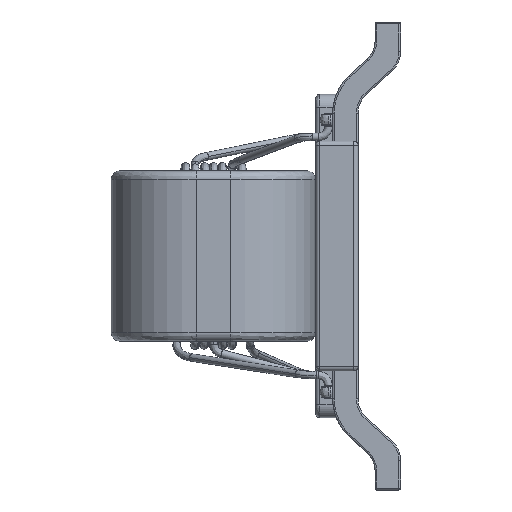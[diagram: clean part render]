
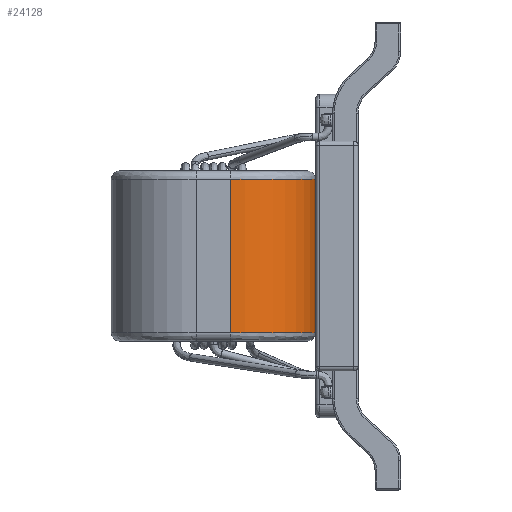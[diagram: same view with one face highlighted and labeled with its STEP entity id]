
A CAD part, left-side view. The second image highlights one B-rep face of the part: STEP entity #24128.
In plain terms, the highlighted cylindrical face has radius 1 mm (diameter 2 mm), a partial arc.
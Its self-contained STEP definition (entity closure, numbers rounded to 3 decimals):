
#1785 = DIRECTION ( 'NONE',  ( 1., 0., 0. ) ) ;
#2343 = VERTEX_POINT ( 'NONE', #34292 ) ;
#2906 = AXIS2_PLACEMENT_3D ( 'NONE', #30666, #32947, #4148 ) ;
#3413 = AXIS2_PLACEMENT_3D ( 'NONE', #36031, #16835, #1785 ) ;
#4148 = DIRECTION ( 'NONE',  ( 1., 0., 0. ) ) ;
#4957 = DIRECTION ( 'NONE',  ( 0., 0., -1. ) ) ;
#5488 = CIRCLE ( 'NONE', #3413, 1. ) ;
#5959 = VERTEX_POINT ( 'NONE', #37399 ) ;
#6741 = EDGE_CURVE ( 'NONE', #5959, #25874, #26995, .T. ) ;
#8136 = CARTESIAN_POINT ( 'NONE',  ( -1.1, 1., -1. ) ) ;
#8499 = CARTESIAN_POINT ( 'NONE',  ( -1.1, 2., -1. ) ) ;
#14057 = VECTOR ( 'NONE', #39841, 1000. ) ;
#16835 = DIRECTION ( 'NONE',  ( 0., 0., -1. ) ) ;
#17533 = EDGE_CURVE ( 'NONE', #2343, #32692, #28227, .T. ) ;
#20058 = EDGE_LOOP ( 'NONE', ( #35662, #26277, #37898, #34598 ) ) ;
#20569 = FACE_OUTER_BOUND ( 'NONE', #20058, .T. ) ;
#20930 = CIRCLE ( 'NONE', #2906, 1. ) ;
#21202 = DIRECTION ( 'NONE',  ( 0., 0., 1. ) ) ;
#24103 = AXIS2_PLACEMENT_3D ( 'NONE', #8499, #21202, #34123 ) ;
#24128 = ADVANCED_FACE ( 'NONE', ( #20569 ), #33482, .T. ) ;
#25874 = VERTEX_POINT ( 'NONE', #38826 ) ;
#26277 = ORIENTED_EDGE ( 'NONE', *, *, #41450, .T. ) ;
#26995 = LINE ( 'NONE', #8136, #14057 ) ;
#28191 = CARTESIAN_POINT ( 'NONE',  ( -2.1, 2., -0.9 ) ) ;
#28227 = LINE ( 'NONE', #37688, #34094 ) ;
#30666 = CARTESIAN_POINT ( 'NONE',  ( -1.1, 2., -0.9 ) ) ;
#32692 = VERTEX_POINT ( 'NONE', #28191 ) ;
#32947 = DIRECTION ( 'NONE',  ( 0., 0., 1. ) ) ;
#33482 = CYLINDRICAL_SURFACE ( 'NONE', #24103, 1. ) ;
#33712 = EDGE_CURVE ( 'NONE', #32692, #25874, #20930, .T. ) ;
#34094 = VECTOR ( 'NONE', #4957, 1000. ) ;
#34123 = DIRECTION ( 'NONE',  ( 1., 0., 0. ) ) ;
#34292 = CARTESIAN_POINT ( 'NONE',  ( -2.1, 2., 0.9 ) ) ;
#34598 = ORIENTED_EDGE ( 'NONE', *, *, #33712, .T. ) ;
#35662 = ORIENTED_EDGE ( 'NONE', *, *, #6741, .F. ) ;
#36031 = CARTESIAN_POINT ( 'NONE',  ( -1.1, 2., 0.9 ) ) ;
#37399 = CARTESIAN_POINT ( 'NONE',  ( -1.1, 1., 0.9 ) ) ;
#37688 = CARTESIAN_POINT ( 'NONE',  ( -2.1, 2., -1. ) ) ;
#37898 = ORIENTED_EDGE ( 'NONE', *, *, #17533, .T. ) ;
#38826 = CARTESIAN_POINT ( 'NONE',  ( -1.1, 1., -0.9 ) ) ;
#39841 = DIRECTION ( 'NONE',  ( 0., 0., -1. ) ) ;
#41450 = EDGE_CURVE ( 'NONE', #5959, #2343, #5488, .T. ) ;
